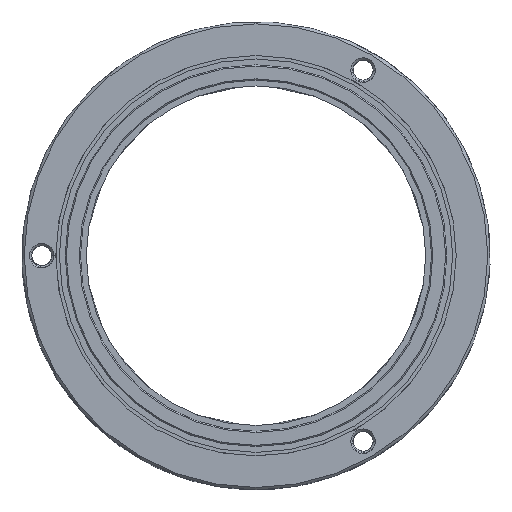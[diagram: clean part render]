
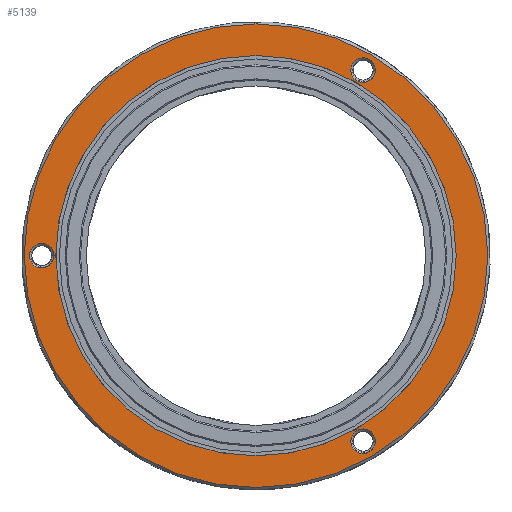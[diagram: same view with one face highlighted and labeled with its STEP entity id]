
A CAD part, left-side view. The second image highlights one B-rep face of the part: STEP entity #5139.
In plain terms, the highlighted planar face has unit normal (-1, 0, 0).
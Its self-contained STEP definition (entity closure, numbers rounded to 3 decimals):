
#494 = DIRECTION ( 'NONE',  ( 1., 0., 0. ) ) ;
#814 = EDGE_LOOP ( 'NONE', ( #15438 ) ) ;
#832 = DIRECTION ( 'NONE',  ( 0., 0., -1. ) ) ;
#901 = EDGE_LOOP ( 'NONE', ( #22052 ) ) ;
#933 = VERTEX_POINT ( 'NONE', #14157 ) ;
#2508 = EDGE_CURVE ( 'NONE', #6731, #6731, #9720, .T. ) ;
#2727 = DIRECTION ( 'NONE',  ( 0., 0., -1. ) ) ;
#4201 = EDGE_LOOP ( 'NONE', ( #22883 ) ) ;
#4476 = FACE_BOUND ( 'NONE', #901, .T. ) ;
#4531 = EDGE_CURVE ( 'NONE', #933, #933, #10561, .T. ) ;
#5127 = EDGE_CURVE ( 'NONE', #15526, #15526, #17651, .T. ) ;
#5139 = ADVANCED_FACE ( 'NONE', ( #15780, #13703, #4476, #21128, #15666 ), #22915, .F. ) ;
#5145 = DIRECTION ( 'NONE',  ( 0., 0., 1. ) ) ;
#5531 = AXIS2_PLACEMENT_3D ( 'NONE', #11316, #11557, #22982 ) ;
#5905 = DIRECTION ( 'NONE',  ( 1., 0., 0. ) ) ;
#6262 = DIRECTION ( 'NONE',  ( 0., 0., -1. ) ) ;
#6377 = EDGE_CURVE ( 'NONE', #10006, #10006, #17094, .T. ) ;
#6412 = EDGE_CURVE ( 'NONE', #15884, #15884, #19032, .T. ) ;
#6731 = VERTEX_POINT ( 'NONE', #11947 ) ;
#6932 = EDGE_LOOP ( 'NONE', ( #19056 ) ) ;
#7112 = AXIS2_PLACEMENT_3D ( 'NONE', #17491, #494, #6262 ) ;
#8279 = DIRECTION ( 'NONE',  ( 0., 0., -1. ) ) ;
#8514 = CARTESIAN_POINT ( 'NONE',  ( 8., 18.3, 0. ) ) ;
#8702 = EDGE_LOOP ( 'NONE', ( #13247 ) ) ;
#9720 = CIRCLE ( 'NONE', #19462, 17.1 ) ;
#10006 = VERTEX_POINT ( 'NONE', #11831 ) ;
#10116 = CARTESIAN_POINT ( 'NONE',  ( 8., 18.3, -1.05 ) ) ;
#10561 = CIRCLE ( 'NONE', #5531, 1.05 ) ;
#11316 = CARTESIAN_POINT ( 'NONE',  ( 8., -9.15, 15.848 ) ) ;
#11557 = DIRECTION ( 'NONE',  ( 1., 0., 0. ) ) ;
#11831 = CARTESIAN_POINT ( 'NONE',  ( 8., 0., -19.8 ) ) ;
#11933 = CARTESIAN_POINT ( 'NONE',  ( 8., 0., 0. ) ) ;
#11947 = CARTESIAN_POINT ( 'NONE',  ( 8., 0., 17.1 ) ) ;
#12042 = DIRECTION ( 'NONE',  ( -1., 0., 0. ) ) ;
#12151 = AXIS2_PLACEMENT_3D ( 'NONE', #15190, #5905, #832 ) ;
#13247 = ORIENTED_EDGE ( 'NONE', *, *, #2508, .F. ) ;
#13680 = CARTESIAN_POINT ( 'NONE',  ( 8., -9.15, -16.898 ) ) ;
#13703 = FACE_BOUND ( 'NONE', #814, .T. ) ;
#14157 = CARTESIAN_POINT ( 'NONE',  ( 8., -9.15, 14.798 ) ) ;
#15190 = CARTESIAN_POINT ( 'NONE',  ( 8., -9.15, -15.848 ) ) ;
#15438 = ORIENTED_EDGE ( 'NONE', *, *, #5127, .T. ) ;
#15526 = VERTEX_POINT ( 'NONE', #13680 ) ;
#15551 = AXIS2_PLACEMENT_3D ( 'NONE', #11933, #12042, #2727 ) ;
#15666 = FACE_BOUND ( 'NONE', #8702, .T. ) ;
#15780 = FACE_OUTER_BOUND ( 'NONE', #6932, .T. ) ;
#15884 = VERTEX_POINT ( 'NONE', #10116 ) ;
#16233 = DIRECTION ( 'NONE',  ( -1., 0., 0. ) ) ;
#17094 = CIRCLE ( 'NONE', #15551, 19.8 ) ;
#17491 = CARTESIAN_POINT ( 'NONE',  ( 8., 20., 0. ) ) ;
#17651 = CIRCLE ( 'NONE', #12151, 1.05 ) ;
#19032 = CIRCLE ( 'NONE', #19400, 1.05 ) ;
#19056 = ORIENTED_EDGE ( 'NONE', *, *, #6377, .T. ) ;
#19400 = AXIS2_PLACEMENT_3D ( 'NONE', #8514, #21663, #8279 ) ;
#19462 = AXIS2_PLACEMENT_3D ( 'NONE', #19626, #16233, #5145 ) ;
#19626 = CARTESIAN_POINT ( 'NONE',  ( 8., 0., 0. ) ) ;
#21128 = FACE_BOUND ( 'NONE', #4201, .T. ) ;
#21663 = DIRECTION ( 'NONE',  ( 1., 0., 0. ) ) ;
#22052 = ORIENTED_EDGE ( 'NONE', *, *, #4531, .T. ) ;
#22883 = ORIENTED_EDGE ( 'NONE', *, *, #6412, .T. ) ;
#22915 = PLANE ( 'NONE',  #7112 ) ;
#22982 = DIRECTION ( 'NONE',  ( 0., 0., -1. ) ) ;
